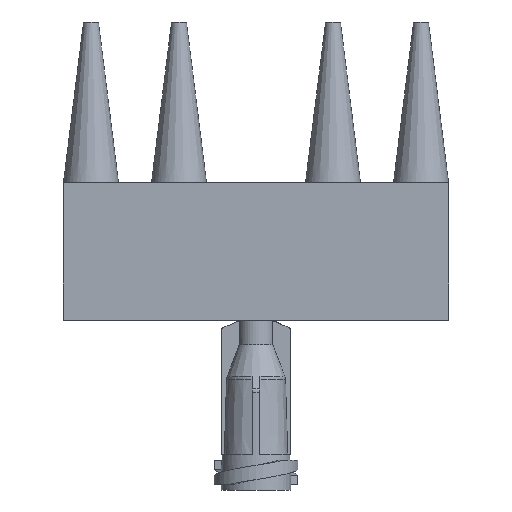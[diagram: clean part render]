
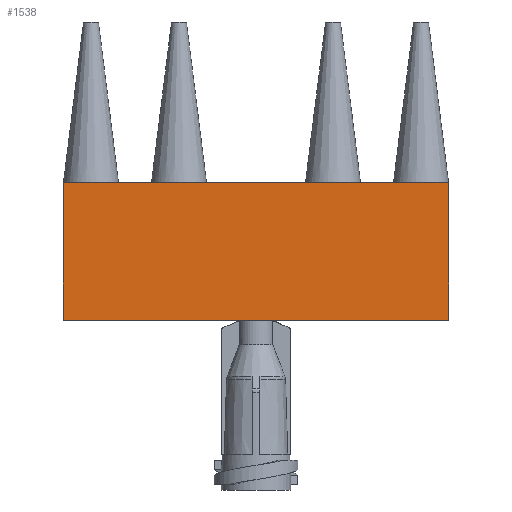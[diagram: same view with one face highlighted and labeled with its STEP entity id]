
A CAD part, front view. The second image highlights one B-rep face of the part: STEP entity #1538.
In plain terms, the highlighted planar face has unit normal (0, -1, 0).
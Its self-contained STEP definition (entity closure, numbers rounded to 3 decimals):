
#189=PLANE('',#1690);
#238=FACE_OUTER_BOUND('',#323,.T.);
#323=EDGE_LOOP('',(#1184,#1185,#1186,#1187));
#381=LINE('',#2242,#462);
#390=LINE('',#2277,#471);
#406=LINE('',#2389,#487);
#408=LINE('',#2392,#489);
#462=VECTOR('',#1803,10.);
#471=VECTOR('',#1838,10.);
#487=VECTOR('',#1976,10.);
#489=VECTOR('',#1980,10.);
#635=VERTEX_POINT('',#2240);
#636=VERTEX_POINT('',#2241);
#648=VERTEX_POINT('',#2275);
#649=VERTEX_POINT('',#2276);
#790=EDGE_CURVE('',#635,#636,#381,.T.);
#808=EDGE_CURVE('',#648,#649,#390,.T.);
#866=EDGE_CURVE('',#649,#635,#406,.T.);
#868=EDGE_CURVE('',#648,#636,#408,.T.);
#1184=ORIENTED_EDGE('',*,*,#790,.F.);
#1185=ORIENTED_EDGE('',*,*,#866,.F.);
#1186=ORIENTED_EDGE('',*,*,#808,.F.);
#1187=ORIENTED_EDGE('',*,*,#868,.T.);
#1538=ADVANCED_FACE('',(#238),#189,.F.);
#1690=AXIS2_PLACEMENT_3D('',#2395,#1984,#1985);
#1803=DIRECTION('',(1.,0.,0.));
#1838=DIRECTION('',(-1.,0.,0.));
#1976=DIRECTION('',(0.,0.,1.));
#1980=DIRECTION('',(0.,0.,1.));
#1984=DIRECTION('center_axis',(0.,1.,0.));
#1985=DIRECTION('ref_axis',(-1.,0.,0.));
#2240=CARTESIAN_POINT('',(-15.803,-3.31,-2.1));
#2241=CARTESIAN_POINT('',(19.197,-3.31,-2.1));
#2242=CARTESIAN_POINT('',(1.697,-3.31,-2.1));
#2275=CARTESIAN_POINT('',(19.197,-3.31,-14.6));
#2276=CARTESIAN_POINT('',(-15.803,-3.31,-14.6));
#2277=CARTESIAN_POINT('',(1.697,-3.31,-14.6));
#2389=CARTESIAN_POINT('',(-15.803,-3.31,-14.6));
#2392=CARTESIAN_POINT('',(19.197,-3.31,-8.6));
#2395=CARTESIAN_POINT('Origin',(1.697,-3.31,-5.35));
